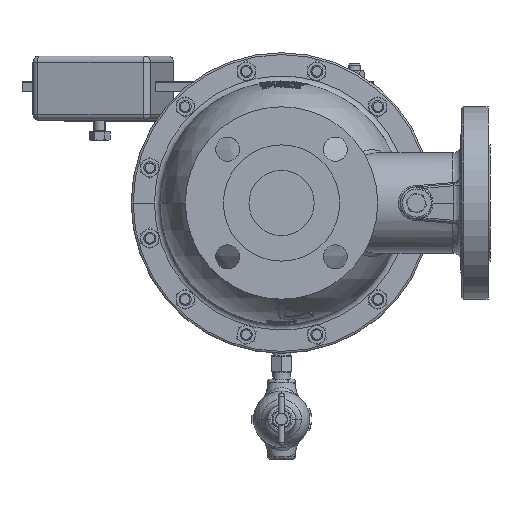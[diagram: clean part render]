
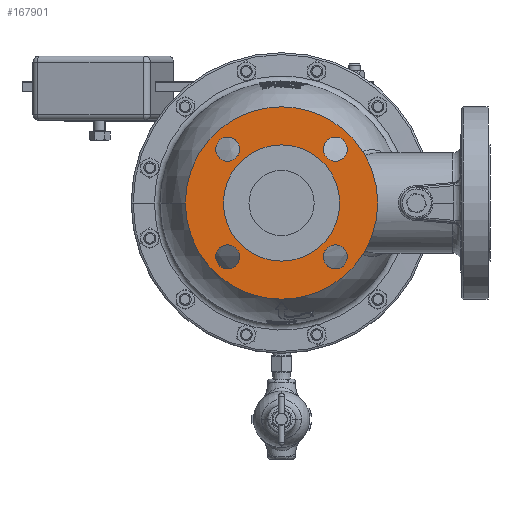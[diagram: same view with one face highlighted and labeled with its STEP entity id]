
A CAD part, front view. The second image highlights one B-rep face of the part: STEP entity #167901.
In plain terms, the highlighted planar face has unit normal (0, -1, 0).
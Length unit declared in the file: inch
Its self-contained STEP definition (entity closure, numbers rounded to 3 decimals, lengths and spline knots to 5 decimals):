
#3275 = DIRECTION ( 'NONE',  ( 0., 0., 1. ) ) ;
#3695 = DIRECTION ( 'NONE',  ( 0., 0., -1. ) ) ;
#4223 = CIRCLE ( 'NONE', #7211, 0.375 ) ;
#4924 = AXIS2_PLACEMENT_3D ( 'NONE', #101074, #56671, #114384 ) ;
#6519 = VERTEX_POINT ( 'NONE', #160715 ) ;
#7211 = AXIS2_PLACEMENT_3D ( 'NONE', #159491, #131115, #147218 ) ;
#10519 = ORIENTED_EDGE ( 'NONE', *, *, #57211, .F. ) ;
#13524 = EDGE_CURVE ( 'NONE', #116757, #109947, #143996, .T. ) ;
#15246 = ORIENTED_EDGE ( 'NONE', *, *, #18089, .F. ) ;
#16038 = CIRCLE ( 'NONE', #185158, 0.375 ) ;
#18089 = EDGE_CURVE ( 'NONE', #43676, #105264, #157052, .T. ) ;
#20604 = FACE_OUTER_BOUND ( 'NONE', #84240, .T. ) ;
#22074 = AXIS2_PLACEMENT_3D ( 'NONE', #109578, #55668, #112425 ) ;
#22514 = ORIENTED_EDGE ( 'NONE', *, *, #13524, .F. ) ;
#22869 = DIRECTION ( 'NONE',  ( 0., 1., 0. ) ) ;
#23192 = CARTESIAN_POINT ( 'NONE',  ( 0., 0.218, 1.8125 ) ) ;
#24602 = EDGE_CURVE ( 'NONE', #157344, #102345, #168494, .T. ) ;
#25372 = AXIS2_PLACEMENT_3D ( 'NONE', #108336, #110186, #40154 ) ;
#25817 = ORIENTED_EDGE ( 'NONE', *, *, #175500, .F. ) ;
#29798 = VERTEX_POINT ( 'NONE', #121220 ) ;
#31105 = DIRECTION ( 'NONE',  ( 0., -1., 0. ) ) ;
#34790 = DIRECTION ( 'NONE',  ( 0., 0., 1. ) ) ;
#36661 = CARTESIAN_POINT ( 'NONE',  ( -1.67938, 0.218, 2.05438 ) ) ;
#38141 = DIRECTION ( 'NONE',  ( 0., 0., -1. ) ) ;
#38659 = DIRECTION ( 'NONE',  ( 0., 0., 1. ) ) ;
#38855 = CARTESIAN_POINT ( 'NONE',  ( 1.30438, 0.218, 1.67938 ) ) ;
#40154 = DIRECTION ( 'NONE',  ( 0., 0., 1. ) ) ;
#40920 = EDGE_LOOP ( 'NONE', ( #22514, #148246 ) ) ;
#43676 = VERTEX_POINT ( 'NONE', #61714 ) ;
#44094 = EDGE_CURVE ( 'NONE', #94465, #29798, #146010, .T. ) ;
#44710 = CARTESIAN_POINT ( 'NONE',  ( -3., 0.218, 0. ) ) ;
#44915 = CIRCLE ( 'NONE', #174734, 0.375 ) ;
#45156 = CARTESIAN_POINT ( 'NONE',  ( -1.67938, 0.218, -1.67938 ) ) ;
#48932 = DIRECTION ( 'NONE',  ( 0., 1., 0. ) ) ;
#50122 = VERTEX_POINT ( 'NONE', #23192 ) ;
#51119 = AXIS2_PLACEMENT_3D ( 'NONE', #120043, #48932, #34790 ) ;
#51939 = CARTESIAN_POINT ( 'NONE',  ( 0., 0.218, 0. ) ) ;
#55668 = DIRECTION ( 'NONE',  ( 0., -1., 0. ) ) ;
#56671 = DIRECTION ( 'NONE',  ( 0., -1., 0. ) ) ;
#57211 = EDGE_CURVE ( 'NONE', #50122, #6519, #73628, .T. ) ;
#58828 = EDGE_LOOP ( 'NONE', ( #15246, #87961 ) ) ;
#59493 = CIRCLE ( 'NONE', #119921, 0.375 ) ;
#60825 = DIRECTION ( 'NONE',  ( 1., 0., 0. ) ) ;
#61714 = CARTESIAN_POINT ( 'NONE',  ( 2.05438, 0.218, 1.67938 ) ) ;
#64720 = CARTESIAN_POINT ( 'NONE',  ( 0., 0.218, 0. ) ) ;
#65615 = DIRECTION ( 'NONE',  ( 0., -1., 0. ) ) ;
#66970 = CARTESIAN_POINT ( 'NONE',  ( -1.30438, 0.218, -1.67938 ) ) ;
#68838 = AXIS2_PLACEMENT_3D ( 'NONE', #51939, #123868, #38659 ) ;
#69001 = EDGE_CURVE ( 'NONE', #109947, #116757, #179386, .T. ) ;
#71744 = DIRECTION ( 'NONE',  ( 0., -1., 0. ) ) ;
#73628 = CIRCLE ( 'NONE', #179291, 1.8125 ) ;
#75028 = DIRECTION ( 'NONE',  ( 0., -1., 0. ) ) ;
#75213 = DIRECTION ( 'NONE',  ( 0., -1., 0. ) ) ;
#75560 = FACE_BOUND ( 'NONE', #150061, .T. ) ;
#75956 = CARTESIAN_POINT ( 'NONE',  ( 1.67938, 0.218, 1.67938 ) ) ;
#79804 = ORIENTED_EDGE ( 'NONE', *, *, #177978, .F. ) ;
#84240 = EDGE_LOOP ( 'NONE', ( #137650, #25817 ) ) ;
#87961 = ORIENTED_EDGE ( 'NONE', *, *, #95895, .F. ) ;
#88779 = DIRECTION ( 'NONE',  ( -1., 0., 0. ) ) ;
#88856 = FACE_BOUND ( 'NONE', #171757, .T. ) ;
#89781 = FACE_BOUND ( 'NONE', #40920, .T. ) ;
#91164 = AXIS2_PLACEMENT_3D ( 'NONE', #149003, #75213, #132926 ) ;
#92042 = VERTEX_POINT ( 'NONE', #130859 ) ;
#94465 = VERTEX_POINT ( 'NONE', #154811 ) ;
#95895 = EDGE_CURVE ( 'NONE', #105264, #43676, #59493, .T. ) ;
#98024 = ORIENTED_EDGE ( 'NONE', *, *, #169473, .F. ) ;
#101074 = CARTESIAN_POINT ( 'NONE',  ( -1.67938, 0.218, 1.67938 ) ) ;
#101682 = ORIENTED_EDGE ( 'NONE', *, *, #150008, .F. ) ;
#102190 = CARTESIAN_POINT ( 'NONE',  ( 1.67938, 0.218, -1.67938 ) ) ;
#102345 = VERTEX_POINT ( 'NONE', #121449 ) ;
#103283 = CIRCLE ( 'NONE', #91164, 1.8125 ) ;
#105264 = VERTEX_POINT ( 'NONE', #38855 ) ;
#106147 = ORIENTED_EDGE ( 'NONE', *, *, #44094, .F. ) ;
#108336 = CARTESIAN_POINT ( 'NONE',  ( -1.67938, 0.218, 1.67938 ) ) ;
#109578 = CARTESIAN_POINT ( 'NONE',  ( 1.67938, 0.218, -1.67938 ) ) ;
#109947 = VERTEX_POINT ( 'NONE', #111152 ) ;
#110186 = DIRECTION ( 'NONE',  ( 0., -1., 0. ) ) ;
#111152 = CARTESIAN_POINT ( 'NONE',  ( -1.67938, 0.218, 1.30438 ) ) ;
#111935 = CARTESIAN_POINT ( 'NONE',  ( 0., 0.218, 0. ) ) ;
#112425 = DIRECTION ( 'NONE',  ( 0., 0., -1. ) ) ;
#114384 = DIRECTION ( 'NONE',  ( 0., 0., 1. ) ) ;
#115829 = ORIENTED_EDGE ( 'NONE', *, *, #164219, .F. ) ;
#116757 = VERTEX_POINT ( 'NONE', #36661 ) ;
#119921 = AXIS2_PLACEMENT_3D ( 'NONE', #75956, #75028, #60825 ) ;
#120043 = CARTESIAN_POINT ( 'NONE',  ( 1.8125, 0.218, 0. ) ) ;
#121220 = CARTESIAN_POINT ( 'NONE',  ( 1.67938, 0.218, -1.30438 ) ) ;
#121449 = CARTESIAN_POINT ( 'NONE',  ( 3., 0.218, 0. ) ) ;
#123868 = DIRECTION ( 'NONE',  ( 0., 1., 0. ) ) ;
#124681 = VERTEX_POINT ( 'NONE', #66970 ) ;
#129553 = DIRECTION ( 'NONE',  ( 1., 0., 0. ) ) ;
#130859 = CARTESIAN_POINT ( 'NONE',  ( -2.05438, 0.218, -1.67938 ) ) ;
#131115 = DIRECTION ( 'NONE',  ( 0., -1., 0. ) ) ;
#132926 = DIRECTION ( 'NONE',  ( 0., 0., -1. ) ) ;
#136055 = FACE_BOUND ( 'NONE', #156557, .T. ) ;
#137650 = ORIENTED_EDGE ( 'NONE', *, *, #24602, .F. ) ;
#141385 = CIRCLE ( 'NONE', #68838, 3. ) ;
#143996 = CIRCLE ( 'NONE', #4924, 0.375 ) ;
#146010 = CIRCLE ( 'NONE', #22074, 0.375 ) ;
#147218 = DIRECTION ( 'NONE',  ( -1., 0., 0. ) ) ;
#147644 = DIRECTION ( 'NONE',  ( 0., -1., 0. ) ) ;
#148246 = ORIENTED_EDGE ( 'NONE', *, *, #69001, .F. ) ;
#149003 = CARTESIAN_POINT ( 'NONE',  ( 0., 0.218, 0. ) ) ;
#149344 = PLANE ( 'NONE',  #51119 ) ;
#150008 = EDGE_CURVE ( 'NONE', #29798, #94465, #16038, .T. ) ;
#150061 = EDGE_LOOP ( 'NONE', ( #115829, #79804 ) ) ;
#153568 = AXIS2_PLACEMENT_3D ( 'NONE', #64720, #22869, #3275 ) ;
#154811 = CARTESIAN_POINT ( 'NONE',  ( 1.67938, 0.218, -2.05438 ) ) ;
#156557 = EDGE_LOOP ( 'NONE', ( #98024, #10519 ) ) ;
#157052 = CIRCLE ( 'NONE', #187117, 0.375 ) ;
#157344 = VERTEX_POINT ( 'NONE', #44710 ) ;
#159491 = CARTESIAN_POINT ( 'NONE',  ( -1.67938, 0.218, -1.67938 ) ) ;
#160715 = CARTESIAN_POINT ( 'NONE',  ( 0., 0.218, -1.8125 ) ) ;
#164219 = EDGE_CURVE ( 'NONE', #92042, #124681, #4223, .T. ) ;
#167901 = ADVANCED_FACE ( 'NONE', ( #178573, #89781, #75560, #88856, #136055, #20604 ), #149344, .F. ) ;
#168494 = CIRCLE ( 'NONE', #153568, 3. ) ;
#169473 = EDGE_CURVE ( 'NONE', #6519, #50122, #103283, .T. ) ;
#171757 = EDGE_LOOP ( 'NONE', ( #106147, #101682 ) ) ;
#174734 = AXIS2_PLACEMENT_3D ( 'NONE', #45156, #71744, #88779 ) ;
#175500 = EDGE_CURVE ( 'NONE', #102345, #157344, #141385, .T. ) ;
#176758 = CARTESIAN_POINT ( 'NONE',  ( 1.67938, 0.218, 1.67938 ) ) ;
#177978 = EDGE_CURVE ( 'NONE', #124681, #92042, #44915, .T. ) ;
#178573 = FACE_BOUND ( 'NONE', #58828, .T. ) ;
#179291 = AXIS2_PLACEMENT_3D ( 'NONE', #111935, #65615, #38141 ) ;
#179386 = CIRCLE ( 'NONE', #25372, 0.375 ) ;
#185158 = AXIS2_PLACEMENT_3D ( 'NONE', #102190, #147644, #3695 ) ;
#187117 = AXIS2_PLACEMENT_3D ( 'NONE', #176758, #31105, #129553 ) ;
